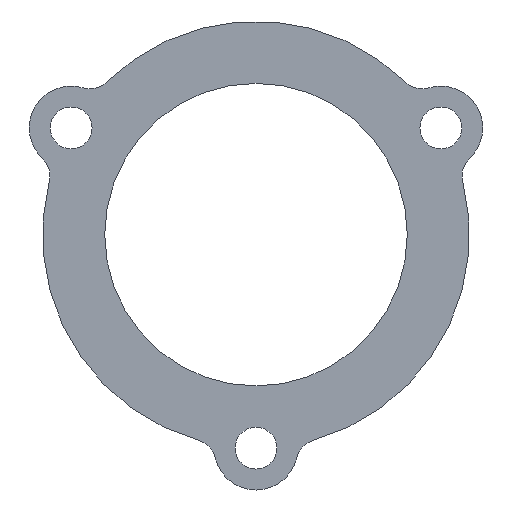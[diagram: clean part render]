
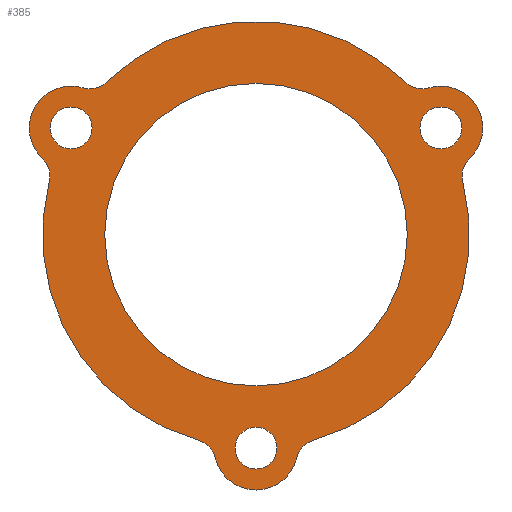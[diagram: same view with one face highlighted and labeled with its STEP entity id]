
A CAD part, front view. The second image highlights one B-rep face of the part: STEP entity #385.
In plain terms, the highlighted planar face has unit normal (0, -1, 0).
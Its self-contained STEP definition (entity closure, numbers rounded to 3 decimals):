
#20=FACE_BOUND('',#125,.T.);
#21=FACE_BOUND('',#126,.T.);
#22=FACE_BOUND('',#127,.T.);
#23=FACE_BOUND('',#128,.T.);
#26=PLANE('',#466);
#98=FACE_OUTER_BOUND('',#124,.T.);
#124=EDGE_LOOP('',(#348,#349,#350,#351,#352,#353,#354,#355,#356,#357,#358,
#359));
#125=EDGE_LOOP('',(#360));
#126=EDGE_LOOP('',(#361));
#127=EDGE_LOOP('',(#362));
#128=EDGE_LOOP('',(#363));
#149=CIRCLE('',#433,2.);
#150=CIRCLE('',#435,17.85);
#151=CIRCLE('',#437,2.);
#152=CIRCLE('',#439,3.5);
#153=CIRCLE('',#441,2.);
#154=CIRCLE('',#443,17.85);
#155=CIRCLE('',#445,2.);
#156=CIRCLE('',#447,3.5);
#157=CIRCLE('',#449,2.);
#158=CIRCLE('',#451,3.5);
#159=CIRCLE('',#453,2.);
#160=CIRCLE('',#455,17.85);
#162=CIRCLE('',#459,1.75);
#163=CIRCLE('',#461,1.75);
#164=CIRCLE('',#463,12.65);
#165=CIRCLE('',#465,1.75);
#185=VERTEX_POINT('',#647);
#186=VERTEX_POINT('',#648);
#187=VERTEX_POINT('',#653);
#188=VERTEX_POINT('',#657);
#189=VERTEX_POINT('',#658);
#190=VERTEX_POINT('',#665);
#191=VERTEX_POINT('',#666);
#192=VERTEX_POINT('',#673);
#193=VERTEX_POINT('',#674);
#194=VERTEX_POINT('',#681);
#195=VERTEX_POINT('',#685);
#196=VERTEX_POINT('',#689);
#198=VERTEX_POINT('',#698);
#199=VERTEX_POINT('',#702);
#200=VERTEX_POINT('',#706);
#201=VERTEX_POINT('',#710);
#223=EDGE_CURVE('',#185,#186,#149,.T.);
#226=EDGE_CURVE('',#186,#187,#150,.T.);
#228=EDGE_CURVE('',#188,#189,#151,.T.);
#231=EDGE_CURVE('',#189,#185,#152,.T.);
#232=EDGE_CURVE('',#190,#191,#153,.T.);
#235=EDGE_CURVE('',#191,#188,#154,.T.);
#236=EDGE_CURVE('',#192,#193,#155,.T.);
#239=EDGE_CURVE('',#193,#190,#156,.T.);
#240=EDGE_CURVE('',#187,#194,#157,.T.);
#242=EDGE_CURVE('',#194,#195,#158,.T.);
#244=EDGE_CURVE('',#195,#196,#159,.T.);
#246=EDGE_CURVE('',#196,#192,#160,.T.);
#249=EDGE_CURVE('',#198,#198,#162,.T.);
#251=EDGE_CURVE('',#199,#199,#163,.T.);
#253=EDGE_CURVE('',#200,#200,#164,.T.);
#255=EDGE_CURVE('',#201,#201,#165,.T.);
#348=ORIENTED_EDGE('',*,*,#223,.F.);
#349=ORIENTED_EDGE('',*,*,#231,.F.);
#350=ORIENTED_EDGE('',*,*,#228,.F.);
#351=ORIENTED_EDGE('',*,*,#235,.F.);
#352=ORIENTED_EDGE('',*,*,#232,.F.);
#353=ORIENTED_EDGE('',*,*,#239,.F.);
#354=ORIENTED_EDGE('',*,*,#236,.F.);
#355=ORIENTED_EDGE('',*,*,#246,.F.);
#356=ORIENTED_EDGE('',*,*,#244,.F.);
#357=ORIENTED_EDGE('',*,*,#242,.F.);
#358=ORIENTED_EDGE('',*,*,#240,.F.);
#359=ORIENTED_EDGE('',*,*,#226,.F.);
#360=ORIENTED_EDGE('',*,*,#253,.F.);
#361=ORIENTED_EDGE('',*,*,#255,.F.);
#362=ORIENTED_EDGE('',*,*,#251,.F.);
#363=ORIENTED_EDGE('',*,*,#249,.F.);
#385=ADVANCED_FACE('',(#98,#20,#21,#22,#23),#26,.F.);
#433=AXIS2_PLACEMENT_3D('',#649,#518,#519);
#435=AXIS2_PLACEMENT_3D('',#654,#524,#525);
#437=AXIS2_PLACEMENT_3D('',#659,#529,#530);
#439=AXIS2_PLACEMENT_3D('',#663,#535,#536);
#441=AXIS2_PLACEMENT_3D('',#667,#539,#540);
#443=AXIS2_PLACEMENT_3D('',#671,#545,#546);
#445=AXIS2_PLACEMENT_3D('',#675,#549,#550);
#447=AXIS2_PLACEMENT_3D('',#679,#555,#556);
#449=AXIS2_PLACEMENT_3D('',#682,#559,#560);
#451=AXIS2_PLACEMENT_3D('',#686,#564,#565);
#453=AXIS2_PLACEMENT_3D('',#690,#569,#570);
#455=AXIS2_PLACEMENT_3D('',#693,#574,#575);
#459=AXIS2_PLACEMENT_3D('',#700,#583,#584);
#461=AXIS2_PLACEMENT_3D('',#704,#588,#589);
#463=AXIS2_PLACEMENT_3D('',#708,#593,#594);
#465=AXIS2_PLACEMENT_3D('',#712,#598,#599);
#466=AXIS2_PLACEMENT_3D('',#713,#600,#601);
#518=DIRECTION('center_axis',(0.,-1.,0.));
#519=DIRECTION('ref_axis',(0.721,0.,0.692));
#524=DIRECTION('center_axis',(0.,1.,0.));
#525=DIRECTION('ref_axis',(-1.,0.,0.));
#529=DIRECTION('center_axis',(0.,-1.,0.));
#530=DIRECTION('ref_axis',(-0.721,0.,0.692));
#535=DIRECTION('center_axis',(0.,1.,0.));
#536=DIRECTION('ref_axis',(-1.,0.,0.));
#539=DIRECTION('center_axis',(0.,-1.,0.));
#540=DIRECTION('ref_axis',(-0.96,0.,0.279));
#545=DIRECTION('center_axis',(0.,1.,0.));
#546=DIRECTION('ref_axis',(-1.,0.,0.));
#549=DIRECTION('center_axis',(0.,-1.,0.));
#550=DIRECTION('ref_axis',(-0.239,0.,-0.971));
#555=DIRECTION('center_axis',(0.,1.,0.));
#556=DIRECTION('ref_axis',(-1.,0.,0.));
#559=DIRECTION('center_axis',(0.,-1.,0.));
#560=DIRECTION('ref_axis',(0.96,0.,0.279));
#564=DIRECTION('center_axis',(0.,1.,0.));
#565=DIRECTION('ref_axis',(-1.,0.,0.));
#569=DIRECTION('center_axis',(0.,-1.,0.));
#570=DIRECTION('ref_axis',(0.239,0.,-0.971));
#574=DIRECTION('center_axis',(0.,1.,0.));
#575=DIRECTION('ref_axis',(-1.,0.,0.));
#583=DIRECTION('center_axis',(0.,-1.,0.));
#584=DIRECTION('ref_axis',(1.,0.,0.));
#588=DIRECTION('center_axis',(0.,-1.,0.));
#589=DIRECTION('ref_axis',(1.,0.,0.));
#593=DIRECTION('center_axis',(0.,-1.,0.));
#594=DIRECTION('ref_axis',(1.,0.,0.));
#598=DIRECTION('center_axis',(0.,-1.,0.));
#599=DIRECTION('ref_axis',(1.,0.,0.));
#600=DIRECTION('center_axis',(0.,1.,0.));
#601=DIRECTION('ref_axis',(0.,0.,1.));
#647=CARTESIAN_POINT('',(-3.406,0.,-18.655));
#648=CARTESIAN_POINT('',(-4.813,0.,-17.189));
#649=CARTESIAN_POINT('Origin',(-5.353,0.,-19.115));
#653=CARTESIAN_POINT('',(-17.293,0.,4.426));
#654=CARTESIAN_POINT('Origin',(0.,0.,0.));
#657=CARTESIAN_POINT('',(4.813,0.,-17.189));
#658=CARTESIAN_POINT('',(3.406,0.,-18.655));
#659=CARTESIAN_POINT('Origin',(5.353,0.,-19.115));
#663=CARTESIAN_POINT('Origin',(0.,0.,-17.85));
#665=CARTESIAN_POINT('',(17.859,0.,6.378));
#666=CARTESIAN_POINT('',(17.293,0.,4.426));
#667=CARTESIAN_POINT('Origin',(19.23,0.,4.922));
#671=CARTESIAN_POINT('Origin',(0.,0.,0.));
#673=CARTESIAN_POINT('',(12.479,0.,12.763));
#674=CARTESIAN_POINT('',(14.452,0.,12.277));
#675=CARTESIAN_POINT('Origin',(13.878,0.,14.193));
#679=CARTESIAN_POINT('Origin',(15.459,0.,8.925));
#681=CARTESIAN_POINT('',(-17.859,0.,6.378));
#682=CARTESIAN_POINT('Origin',(-19.23,0.,4.922));
#685=CARTESIAN_POINT('',(-14.452,0.,12.277));
#686=CARTESIAN_POINT('Origin',(-15.459,0.,8.925));
#689=CARTESIAN_POINT('',(-12.479,0.,12.763));
#690=CARTESIAN_POINT('Origin',(-13.878,0.,14.193));
#693=CARTESIAN_POINT('Origin',(0.,0.,0.));
#698=CARTESIAN_POINT('',(-17.209,0.,8.925));
#700=CARTESIAN_POINT('Origin',(-15.459,0.,8.925));
#702=CARTESIAN_POINT('',(13.709,0.,8.925));
#704=CARTESIAN_POINT('Origin',(15.459,0.,8.925));
#706=CARTESIAN_POINT('',(-12.65,0.,0.));
#708=CARTESIAN_POINT('Origin',(0.,0.,0.));
#710=CARTESIAN_POINT('',(-1.75,0.,-17.85));
#712=CARTESIAN_POINT('Origin',(0.,0.,-17.85));
#713=CARTESIAN_POINT('Origin',(0.,0.,-1.75));
